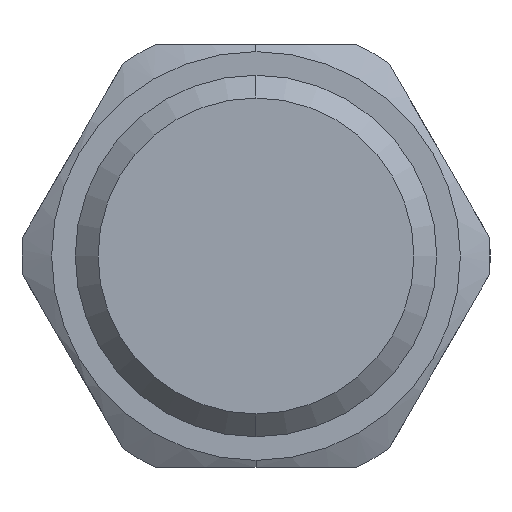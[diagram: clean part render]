
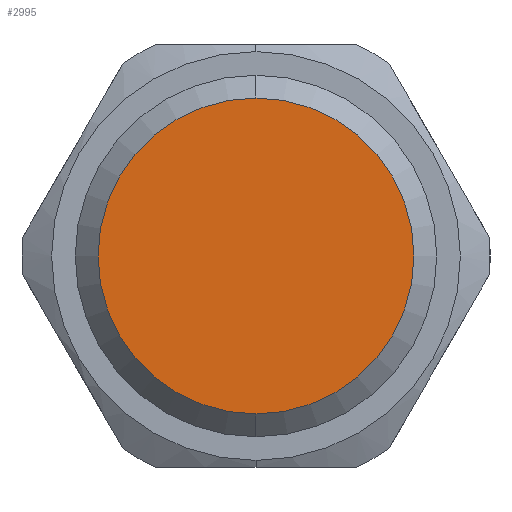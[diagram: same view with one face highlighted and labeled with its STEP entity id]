
A CAD part, left-side view. The second image highlights one B-rep face of the part: STEP entity #2995.
In plain terms, the highlighted planar face has unit normal (-1, 0, 0).
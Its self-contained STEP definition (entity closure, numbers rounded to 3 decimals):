
#587 = EDGE_CURVE ( 'NONE', #4728, #2457, #5916, .T. ) ;
#876 = DIRECTION ( 'NONE',  ( 0., 0., -1. ) ) ;
#1038 = EDGE_CURVE ( 'NONE', #2457, #4728, #6860, .T. ) ;
#1407 = FACE_OUTER_BOUND ( 'NONE', #2384, .T. ) ;
#1869 = AXIS2_PLACEMENT_3D ( 'NONE', #9005, #4013, #9744 ) ;
#2027 = DIRECTION ( 'NONE',  ( 1., 0., 0. ) ) ;
#2116 = ORIENTED_EDGE ( 'NONE', *, *, #587, .T. ) ;
#2384 = EDGE_LOOP ( 'NONE', ( #5787, #2116 ) ) ;
#2457 = VERTEX_POINT ( 'NONE', #5223 ) ;
#2671 = DIRECTION ( 'NONE',  ( -1., 0., 0. ) ) ;
#2995 = ADVANCED_FACE ( 'NONE', ( #1407 ), #6929, .F. ) ;
#3410 = CARTESIAN_POINT ( 'NONE',  ( 0., 0., 8.3 ) ) ;
#4013 = DIRECTION ( 'NONE',  ( -1., 0., 0. ) ) ;
#4228 = CARTESIAN_POINT ( 'NONE',  ( 0., 0., 0. ) ) ;
#4728 = VERTEX_POINT ( 'NONE', #3410 ) ;
#5223 = CARTESIAN_POINT ( 'NONE',  ( 0., 0., -8.3 ) ) ;
#5360 = CARTESIAN_POINT ( 'NONE',  ( 0., 0., 0. ) ) ;
#5787 = ORIENTED_EDGE ( 'NONE', *, *, #1038, .T. ) ;
#5916 = CIRCLE ( 'NONE', #1869, 8.3 ) ;
#6214 = DIRECTION ( 'NONE',  ( 0., 0., -1. ) ) ;
#6489 = AXIS2_PLACEMENT_3D ( 'NONE', #4228, #2671, #876 ) ;
#6860 = CIRCLE ( 'NONE', #6489, 8.3 ) ;
#6929 = PLANE ( 'NONE',  #9573 ) ;
#9005 = CARTESIAN_POINT ( 'NONE',  ( 0., 0., 0. ) ) ;
#9573 = AXIS2_PLACEMENT_3D ( 'NONE', #5360, #2027, #6214 ) ;
#9744 = DIRECTION ( 'NONE',  ( 0., 0., -1. ) ) ;
